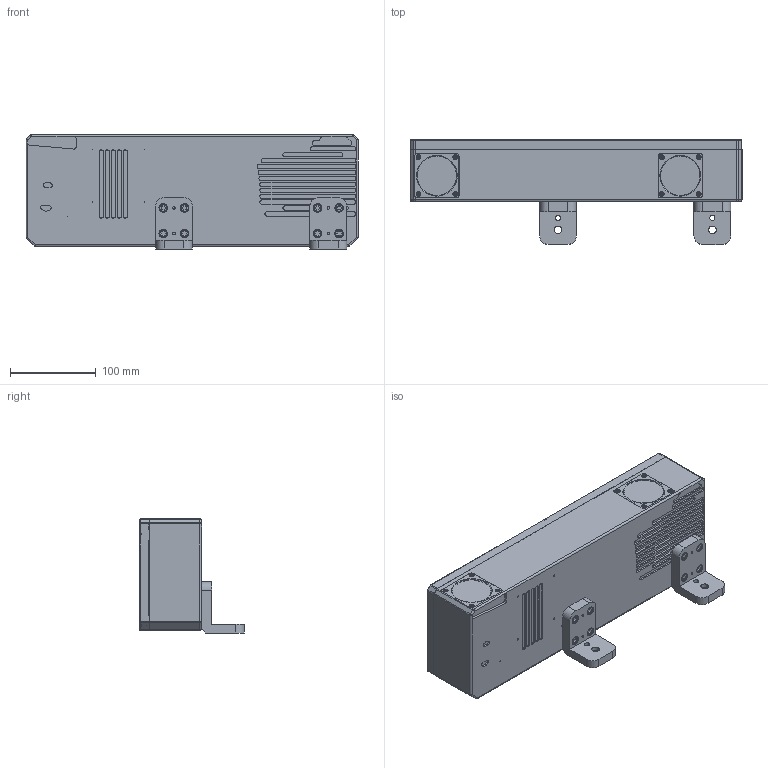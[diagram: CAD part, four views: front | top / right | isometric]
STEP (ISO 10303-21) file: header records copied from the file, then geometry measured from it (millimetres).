
FILE_DESCRIPTION (( 'STEP AP214' ), '1' );
FILE_NAME ('3D model- Log M.STEP', '2021-08-02T13:44:58', ( '' ), ( '' ), 'SwSTEP 2.0', 'SolidWorks 2015', '' );
FILE_SCHEMA (( 'AUTOMOTIVE_DESIGN' ));
Length unit declared in the file: millimetre
Products named in the file (1): 3D model- Log M
Bounding box: 387 x 122.24 x 133 mm (x, y, z)
Surface area: 352359.2 mm2 (no closed solid volume)
Topology: 0 solids, 90 shells, 5391 faces, 14456 edges, 9491 vertices
Faces by surface type: plane 3035, cylinder 1333, bspline 693, cone 243, torus 79, sphere 8
Entity records: 279225 total; most frequent: CARTESIAN_POINT 91683, ORIENTED_EDGE 28738, DIRECTION 23075, EDGE_CURVE 14378, VERTEX_POINT 9486, AXIS2_PLACEMENT_3D 7714, LINE 7647, VECTOR 7647
